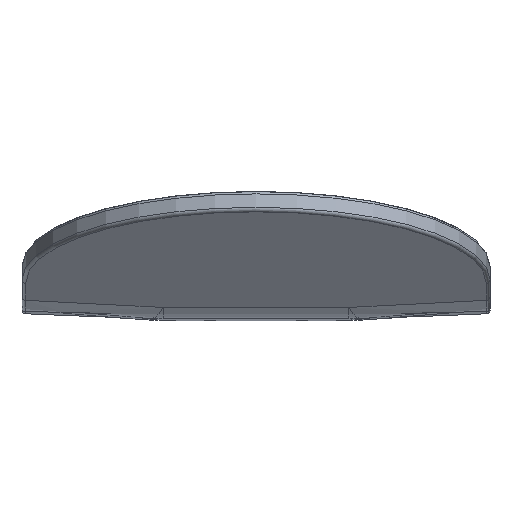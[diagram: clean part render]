
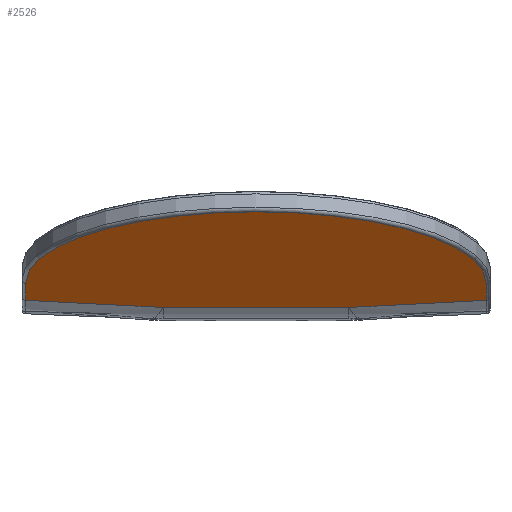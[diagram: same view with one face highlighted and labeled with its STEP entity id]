
A CAD part, top view. The second image highlights one B-rep face of the part: STEP entity #2526.
In plain terms, the highlighted planar face has unit normal (0, -0.951, 0.309).
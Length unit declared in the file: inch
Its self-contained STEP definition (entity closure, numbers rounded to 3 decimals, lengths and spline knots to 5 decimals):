
#92=PLANE('',#2786);
#108=LINE('',#3779,#216);
#110=LINE('',#3791,#218);
#197=LINE('',#5474,#305);
#216=VECTOR('',#2855,0.3937);
#218=VECTOR('',#2869,0.3937);
#305=VECTOR('',#3292,0.3937);
#519=FACE_OUTER_BOUND('',#709,.T.);
#709=EDGE_LOOP('',(#2291,#2292,#2293,#2294,#2295,#2296));
#830=B_SPLINE_CURVE_WITH_KNOTS('',3,(#5467,#5468,#5469,#5470),
 .UNSPECIFIED.,.F.,.F.,(4,4),(-5.58607,0.65777),
 .UNSPECIFIED.);
#831=B_SPLINE_CURVE_WITH_KNOTS('',3,(#5533,#5534,#5535,#5536),
 .UNSPECIFIED.,.F.,.F.,(4,4),(-6.50637,-0.26253),
 .UNSPECIFIED.);
#859=CIRCLE('',#2583,4.0625);
#1005=VERTEX_POINT('',#3761);
#1007=VERTEX_POINT('',#3775);
#1009=VERTEX_POINT('',#3781);
#1011=VERTEX_POINT('',#3787);
#1179=VERTEX_POINT('',#5396);
#1181=VERTEX_POINT('',#5472);
#1241=EDGE_CURVE('',#1005,#1007,#108,.T.);
#1244=EDGE_CURVE('',#1007,#1009,#859,.T.);
#1247=EDGE_CURVE('',#1009,#1011,#110,.T.);
#1524=EDGE_CURVE('',#1179,#1005,#830,.T.);
#1526=EDGE_CURVE('',#1181,#1179,#197,.T.);
#1531=EDGE_CURVE('',#1011,#1181,#831,.T.);
#2291=ORIENTED_EDGE('',*,*,#1241,.F.);
#2292=ORIENTED_EDGE('',*,*,#1524,.F.);
#2293=ORIENTED_EDGE('',*,*,#1526,.F.);
#2294=ORIENTED_EDGE('',*,*,#1531,.F.);
#2295=ORIENTED_EDGE('',*,*,#1247,.F.);
#2296=ORIENTED_EDGE('',*,*,#1244,.F.);
#2526=ADVANCED_FACE('',(#519),#92,.T.);
#2583=AXIS2_PLACEMENT_3D('',#3785,#2862,#2863);
#2786=AXIS2_PLACEMENT_3D('',#5745,#3365,#3366);
#2855=DIRECTION('',(0.,0.309,0.951));
#2862=DIRECTION('center_axis',(0.,0.951,-0.309));
#2863=DIRECTION('ref_axis',(0.,0.309,0.951));
#2869=DIRECTION('',(0.,-0.309,-0.951));
#3292=DIRECTION('',(-1.,0.,0.));
#3365=DIRECTION('center_axis',(0.,-0.951,0.309));
#3366=DIRECTION('ref_axis',(0.,-0.309,-0.951));
#3761=CARTESIAN_POINT('',(0.0625,0.12386,11.11206));
#3775=CARTESIAN_POINT('',(0.0625,0.42015,12.02394));
#3779=CARTESIAN_POINT('',(0.0625,1.23042,14.5177));
#3781=CARTESIAN_POINT('',(8.1875,0.42015,12.02394));
#3785=CARTESIAN_POINT('Origin',(4.125,0.42015,12.02394));
#3787=CARTESIAN_POINT('',(8.1875,0.12386,11.11206));
#3791=CARTESIAN_POINT('',(8.1875,1.23042,14.5177));
#5396=CARTESIAN_POINT('',(2.48723,-0.00108,10.72753));
#5467=CARTESIAN_POINT('Ctrl Pts',(2.48723,-0.00108,
10.72753));
#5468=CARTESIAN_POINT('Ctrl Pts',(1.67888,0.04038,10.85514));
#5469=CARTESIAN_POINT('Ctrl Pts',(0.87087,0.08246,
10.98462));
#5470=CARTESIAN_POINT('Ctrl Pts',(0.0625,0.12386,
11.11206));
#5472=CARTESIAN_POINT('',(5.76277,-0.00108,10.72753));
#5474=CARTESIAN_POINT('',(0.,-0.00108,10.72753));
#5533=CARTESIAN_POINT('Ctrl Pts',(8.1875,0.12386,11.11206));
#5534=CARTESIAN_POINT('Ctrl Pts',(7.37913,0.08246,10.98462));
#5535=CARTESIAN_POINT('Ctrl Pts',(6.57112,0.04038,10.85514));
#5536=CARTESIAN_POINT('Ctrl Pts',(5.76277,-0.00108,
10.72753));
#5745=CARTESIAN_POINT('Origin',(0.,1.69485,15.94704));
